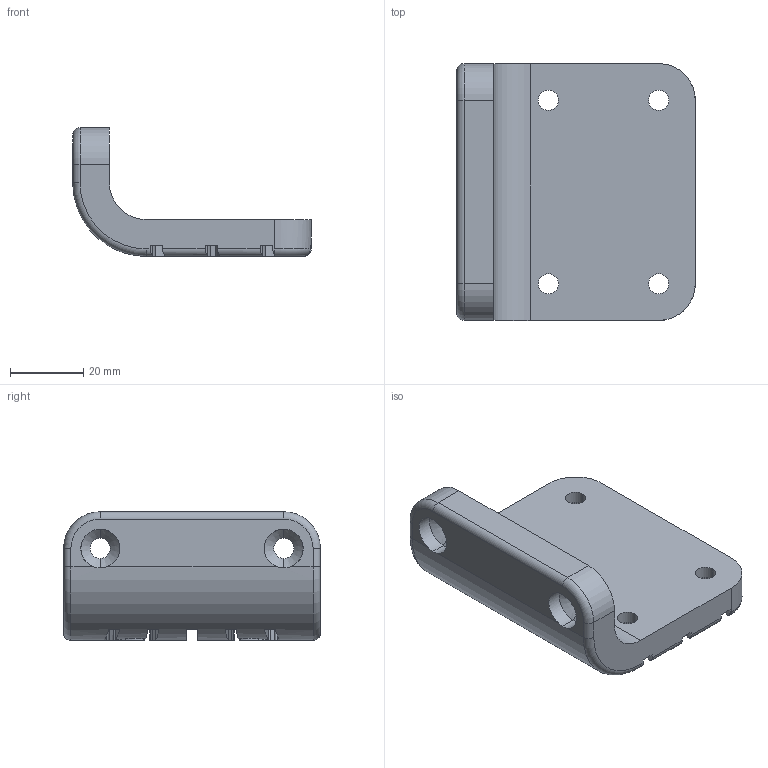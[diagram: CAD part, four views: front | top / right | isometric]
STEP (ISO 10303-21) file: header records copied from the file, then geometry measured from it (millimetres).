
FILE_DESCRIPTION (( 'STEP AP203' ), '1' );
FILE_NAME ('TA00-12-06-0002逋菁綴砎蝶菜.step', '2025-06-04T07:56:52', ( '' ), ( 'HP' ), 'SwSTEP 2.0', 'SolidWorks 2023', '' );
FILE_SCHEMA (( 'CONFIG_CONTROL_DESIGN' ));
Length unit declared in the file: millimetre
Products named in the file (1): TA00-12-06-0002足底后橡胶垫
Bounding box: 65 x 70 x 35 mm (x, y, z)
Volume: 50583.7 mm3; surface area: 16989.8 mm2
Topology: 1 solids, 1 shells, 229 faces, 647 edges, 420 vertices
Faces by surface type: cylinder 129, plane 82, cone 12, torus 6
Entity records: 7840 total; most frequent: CARTESIAN_POINT 1719, DIRECTION 1295, ORIENTED_EDGE 1294, EDGE_CURVE 647, AXIS2_PLACEMENT_3D 482, VERTEX_POINT 420, VECTOR 331, LINE 331
